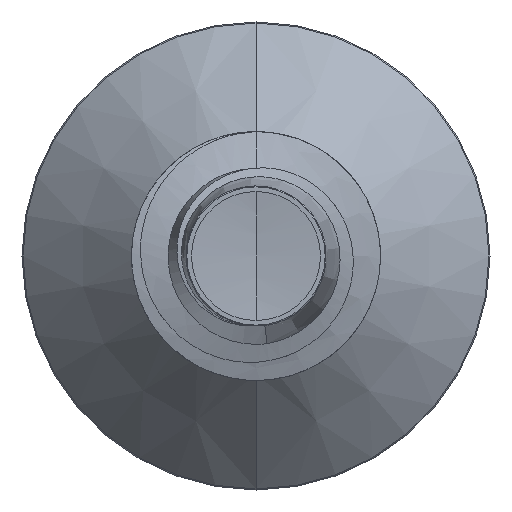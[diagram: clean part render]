
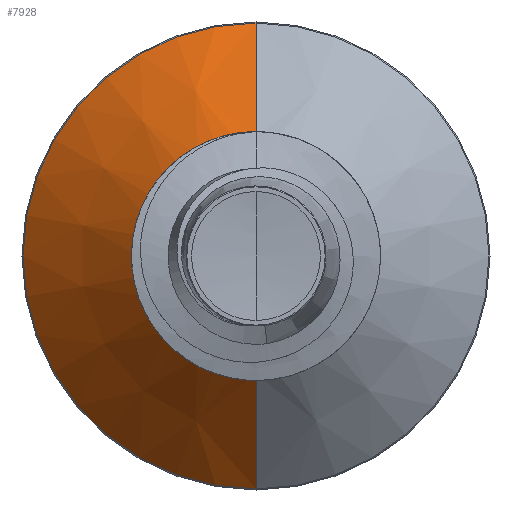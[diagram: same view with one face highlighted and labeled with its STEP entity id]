
A CAD part, front view. The second image highlights one B-rep face of the part: STEP entity #7928.
In plain terms, the highlighted conical face has half-angle 45 degrees and reference radius 1.189 mm.
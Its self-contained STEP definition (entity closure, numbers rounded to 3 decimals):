
#39 = CIRCLE ( 'NONE', #10866, 2.339 ) ;
#312 = DIRECTION ( 'NONE',  ( 0., 0.707, 0.707 ) ) ;
#358 = CARTESIAN_POINT ( 'NONE',  ( 0., 5.289, 1.189 ) ) ;
#1204 = CARTESIAN_POINT ( 'NONE',  ( 0., 5.289, -1.189 ) ) ;
#1261 = CARTESIAN_POINT ( 'NONE',  ( 0., 6.439, 0. ) ) ;
#2278 = DIRECTION ( 'NONE',  ( 0., 0., 1. ) ) ;
#2283 = CONICAL_SURFACE ( 'NONE', #11090, 1.189, 0.785 ) ;
#2361 = CARTESIAN_POINT ( 'NONE',  ( 0., 5.289, 0. ) ) ;
#2381 = DIRECTION ( 'NONE',  ( 0., 1., 0. ) ) ;
#2506 = DIRECTION ( 'NONE',  ( 0., 1., 0. ) ) ;
#2683 = FACE_OUTER_BOUND ( 'NONE', #9184, .T. ) ;
#2718 = DIRECTION ( 'NONE',  ( 0., 0., 1. ) ) ;
#2758 = VECTOR ( 'NONE', #8550, 1000. ) ;
#4649 = CARTESIAN_POINT ( 'NONE',  ( 0., 6.439, 2.339 ) ) ;
#5254 = CARTESIAN_POINT ( 'NONE',  ( 0., 5.289, 1.189 ) ) ;
#5418 = VERTEX_POINT ( 'NONE', #5254 ) ;
#6774 = VECTOR ( 'NONE', #312, 1000. ) ;
#7128 = VERTEX_POINT ( 'NONE', #4649 ) ;
#7928 = ADVANCED_FACE ( 'NONE', ( #2683 ), #2283, .T. ) ;
#8406 = VERTEX_POINT ( 'NONE', #8905 ) ;
#8519 = EDGE_CURVE ( 'NONE', #11000, #5418, #10470, .T. ) ;
#8529 = DIRECTION ( 'NONE',  ( 0., 0., 1. ) ) ;
#8543 = DIRECTION ( 'NONE',  ( 0., 1., 0. ) ) ;
#8550 = DIRECTION ( 'NONE',  ( 0., 0.707, -0.707 ) ) ;
#8559 = CARTESIAN_POINT ( 'NONE',  ( 0., 5.289, 0. ) ) ;
#8633 = CARTESIAN_POINT ( 'NONE',  ( 0., 5.289, -1.189 ) ) ;
#8699 = ORIENTED_EDGE ( 'NONE', *, *, #8519, .T. ) ;
#8776 = ORIENTED_EDGE ( 'NONE', *, *, #9831, .T. ) ;
#8833 = ORIENTED_EDGE ( 'NONE', *, *, #9856, .F. ) ;
#8905 = CARTESIAN_POINT ( 'NONE',  ( 0., 6.439, -2.339 ) ) ;
#9184 = EDGE_LOOP ( 'NONE', ( #9926, #8699, #8776, #8833 ) ) ;
#9638 = AXIS2_PLACEMENT_3D ( 'NONE', #8559, #8543, #8529 ) ;
#9831 = EDGE_CURVE ( 'NONE', #5418, #7128, #10762, .T. ) ;
#9856 = EDGE_CURVE ( 'NONE', #8406, #7128, #39, .T. ) ;
#9926 = ORIENTED_EDGE ( 'NONE', *, *, #10044, .F. ) ;
#10044 = EDGE_CURVE ( 'NONE', #11000, #8406, #11035, .T. ) ;
#10470 = CIRCLE ( 'NONE', #9638, 1.189 ) ;
#10762 = LINE ( 'NONE', #358, #6774 ) ;
#10866 = AXIS2_PLACEMENT_3D ( 'NONE', #1261, #2506, #2718 ) ;
#11000 = VERTEX_POINT ( 'NONE', #1204 ) ;
#11035 = LINE ( 'NONE', #8633, #2758 ) ;
#11090 = AXIS2_PLACEMENT_3D ( 'NONE', #2361, #2381, #2278 ) ;
